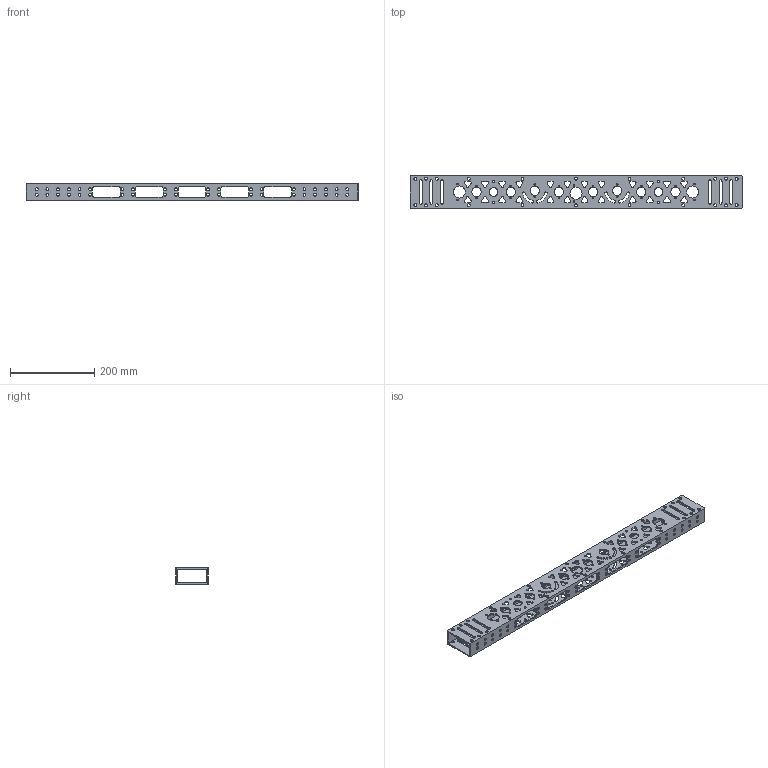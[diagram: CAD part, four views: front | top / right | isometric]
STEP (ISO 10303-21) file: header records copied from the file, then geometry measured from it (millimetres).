
FILE_DESCRIPTION (( 'STEP AP214' ), '1' );
FILE_NAME ('am-0653a Toughbox Nano Tube 31 Rev2.STEP', '2016-08-02T13:19:03', ( '' ), ( '' ), 'SwSTEP 2.0', 'SolidWorks 2014', '' );
FILE_SCHEMA (( 'AUTOMOTIVE_DESIGN' ));
Length unit declared in the file: inch
Products named in the file (1): am-0653a Toughbox Nano Tube 31 Rev2
Bounding box: 787.4 x 76.2 x 38.1 mm (x, y, z)
Volume: 390182.1 mm3; surface area: 283273.8 mm2
Topology: 1 solids, 1 shells, 934 faces, 2796 edges, 1864 vertices
Faces by surface type: cylinder 712, plane 222
Entity records: 34512 total; most frequent: DIRECTION 6090, CARTESIAN_POINT 5595, ORIENTED_EDGE 5592, EDGE_CURVE 2796, AXIS2_PLACEMENT_3D 2359, VERTEX_POINT 1864, EDGE_LOOP 1496, CIRCLE 1424
